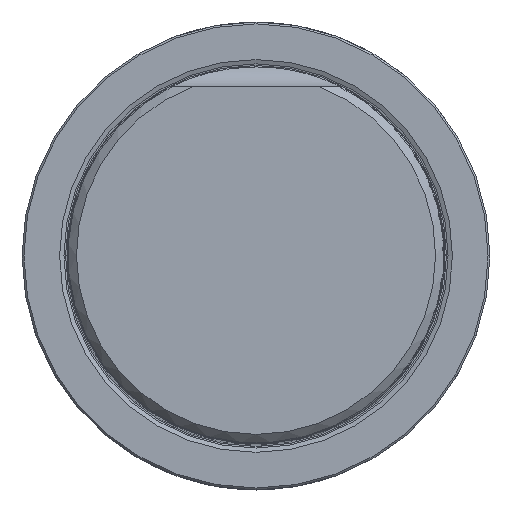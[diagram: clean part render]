
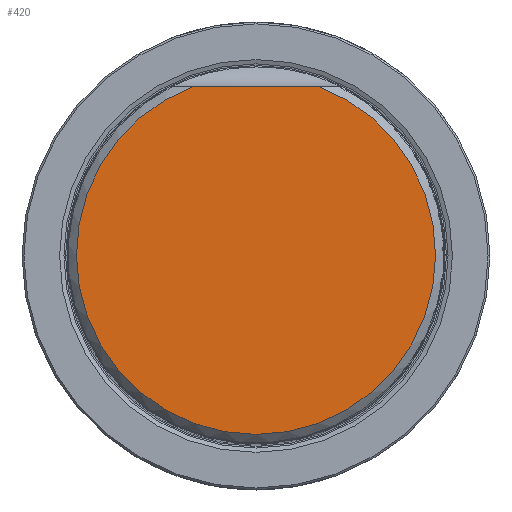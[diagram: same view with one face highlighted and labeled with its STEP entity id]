
A CAD part, top view. The second image highlights one B-rep face of the part: STEP entity #420.
In plain terms, the highlighted planar face has unit normal (0, 0, 1).
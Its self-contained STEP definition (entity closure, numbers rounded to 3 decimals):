
#224=PLANE('',#4438);
#420=ADVANCED_FACE('CU_SU_1',(#710),#224,.F.);
#710=FACE_OUTER_BOUND('',#939,.T.);
#939=EDGE_LOOP('',(#2079,#2080));
#1197=CIRCLE('',#4437,18.996);
#1321=LINE('',#6687,#1541);
#1541=VECTOR('',#5023,1.);
#2079=ORIENTED_EDGE('',*,*,#3653,.F.);
#2080=ORIENTED_EDGE('',*,*,#3654,.F.);
#3232=VERTEX_POINT('',#6685);
#3233=VERTEX_POINT('',#6686);
#3653=EDGE_CURVE('',#3232,#3233,#1197,.T.);
#3654=EDGE_CURVE('',#3233,#3232,#1321,.T.);
#4437=AXIS2_PLACEMENT_3D('',#6684,#5021,#5022);
#4438=AXIS2_PLACEMENT_3D('',#6688,#5024,#5025);
#5021=DIRECTION('',(0.,0.,-1.));
#5022=DIRECTION('',(0.,-1.,0.));
#5023=DIRECTION('',(1.,0.,0.));
#5024=DIRECTION('',(0.,0.,-1.));
#5025=DIRECTION('',(0.,-1.,0.));
#6684=CARTESIAN_POINT('',(0.,0.,70.));
#6685=CARTESIAN_POINT('',(6.623,17.804,70.));
#6686=CARTESIAN_POINT('',(-6.623,17.804,70.));
#6687=CARTESIAN_POINT('',(-19.996,17.804,70.));
#6688=CARTESIAN_POINT('',(0.,0.,70.));
